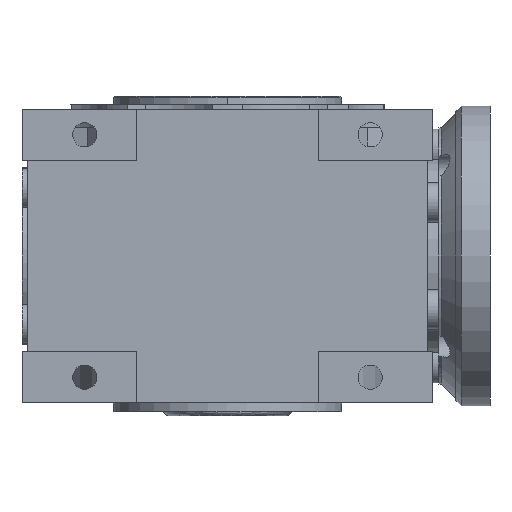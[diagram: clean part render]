
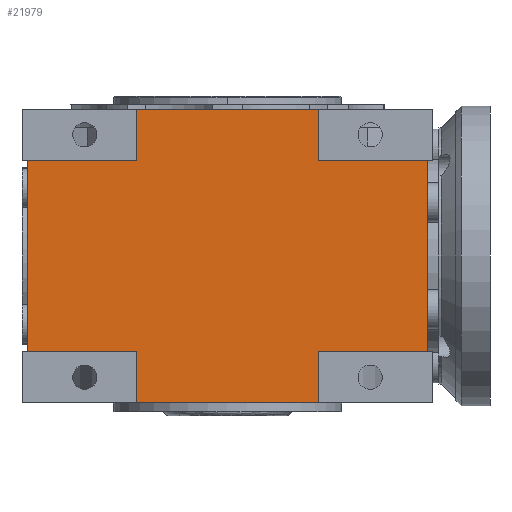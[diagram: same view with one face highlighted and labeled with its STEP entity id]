
A CAD part, front view. The second image highlights one B-rep face of the part: STEP entity #21979.
In plain terms, the highlighted planar face has unit normal (0, -1, 0).
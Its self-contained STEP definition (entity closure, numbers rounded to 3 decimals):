
#2408 = DIRECTION ( 'NONE',  ( 1., 0., 0. ) ) ;
#2409 = VECTOR ( 'NONE', #2408, 1000. ) ;
#2410 = CARTESIAN_POINT ( 'NONE',  ( -72., -70., -51.5 ) ) ;
#2411 = LINE ( 'NONE', #2410, #2409 ) ;
#2421 = CARTESIAN_POINT ( 'NONE',  ( 32., -70., -51.5 ) ) ;
#2449 = DIRECTION ( 'NONE',  ( 0., 0., 1. ) ) ;
#2450 = VECTOR ( 'NONE', #2449, 1000. ) ;
#2451 = CARTESIAN_POINT ( 'NONE',  ( 32., -70., 60.098 ) ) ;
#2452 = LINE ( 'NONE', #2451, #2450 ) ;
#2644 = CARTESIAN_POINT ( 'NONE',  ( -70., -70., -33.5 ) ) ;
#2645 = LINE ( 'NONE', #2644, #2705 ) ;
#2703 = DIRECTION ( 'NONE',  ( 0., 0., -1. ) ) ;
#2705 = VECTOR ( 'NONE', #2703, 1000. ) ;
#3735 = EDGE_CURVE ( 'NONE', #3985, #4038, #5743, .T. ) ;
#3985 = VERTEX_POINT ( 'NONE', #5805 ) ;
#4018 = EDGE_CURVE ( 'NONE', #4038, #4039, #5811, .T. ) ;
#4038 = VERTEX_POINT ( 'NONE', #5852 ) ;
#4039 = VERTEX_POINT ( 'NONE', #5851 ) ;
#5276 = VERTEX_POINT ( 'NONE', #7926 ) ;
#5289 = VERTEX_POINT ( 'NONE', #7954 ) ;
#5300 = EDGE_CURVE ( 'NONE', #5289, #5276, #7945, .T. ) ;
#5740 = DIRECTION ( 'NONE',  ( -1., 0., 0. ) ) ;
#5741 = VECTOR ( 'NONE', #5740, 1000. ) ;
#5742 = CARTESIAN_POINT ( 'NONE',  ( -85.873, -70., 33.5 ) ) ;
#5743 = LINE ( 'NONE', #5742, #5741 ) ;
#5805 = CARTESIAN_POINT ( 'NONE',  ( 70., -70., 33.5 ) ) ;
#5808 = DIRECTION ( 'NONE',  ( 0., 0., 1. ) ) ;
#5809 = VECTOR ( 'NONE', #5808, 1000. ) ;
#5810 = CARTESIAN_POINT ( 'NONE',  ( 32., -70., -33.5 ) ) ;
#5811 = LINE ( 'NONE', #5810, #5809 ) ;
#5851 = CARTESIAN_POINT ( 'NONE',  ( 32., -70., 51.5 ) ) ;
#5852 = CARTESIAN_POINT ( 'NONE',  ( 32., -70., 33.5 ) ) ;
#7926 = CARTESIAN_POINT ( 'NONE',  ( -32., -70., -33.5 ) ) ;
#7944 = CARTESIAN_POINT ( 'NONE',  ( -85.873, -70., -33.5 ) ) ;
#7945 = LINE ( 'NONE', #7944, #7974 ) ;
#7954 = CARTESIAN_POINT ( 'NONE',  ( -70., -70., -33.5 ) ) ;
#7973 = DIRECTION ( 'NONE',  ( 1., 0., 0. ) ) ;
#7974 = VECTOR ( 'NONE', #7973, 1000. ) ;
#9459 = DIRECTION ( 'NONE',  ( -1., 0., 0. ) ) ;
#9460 = VECTOR ( 'NONE', #9459, 1000. ) ;
#9461 = CARTESIAN_POINT ( 'NONE',  ( -85.873, -70., 51.5 ) ) ;
#9462 = LINE ( 'NONE', #9461, #9460 ) ;
#11438 = CARTESIAN_POINT ( 'NONE',  ( -70., -70., 33.5 ) ) ;
#11541 = CARTESIAN_POINT ( 'NONE',  ( 32., -70., -33.5 ) ) ;
#11556 = CARTESIAN_POINT ( 'NONE',  ( 70., -70., -33.5 ) ) ;
#11557 = DIRECTION ( 'NONE',  ( 1., 0., 0. ) ) ;
#11558 = VECTOR ( 'NONE', #11557, 1000. ) ;
#11559 = CARTESIAN_POINT ( 'NONE',  ( -85.873, -70., -33.5 ) ) ;
#11560 = LINE ( 'NONE', #11559, #11558 ) ;
#11729 = CARTESIAN_POINT ( 'NONE',  ( -32., -70., 33.5 ) ) ;
#11770 = DIRECTION ( 'NONE',  ( 0., 0., -1. ) ) ;
#11771 = VECTOR ( 'NONE', #11770, 1000. ) ;
#11772 = CARTESIAN_POINT ( 'NONE',  ( -32., -70., -33.5 ) ) ;
#11773 = LINE ( 'NONE', #11772, #11771 ) ;
#11789 = CARTESIAN_POINT ( 'NONE',  ( -32., -70., 51.5 ) ) ;
#11836 = LINE ( 'NONE', #11895, #11894 ) ;
#11893 = DIRECTION ( 'NONE',  ( -1., 0., 0. ) ) ;
#11894 = VECTOR ( 'NONE', #11893, 1000. ) ;
#11895 = CARTESIAN_POINT ( 'NONE',  ( -85.873, -70., 33.5 ) ) ;
#14251 = VECTOR ( 'NONE', #14510, 1000. ) ;
#14510 = DIRECTION ( 'NONE',  ( 0., 0., -1. ) ) ;
#15505 = DIRECTION ( 'NONE',  ( 0., 0., -1. ) ) ;
#15506 = VECTOR ( 'NONE', #15505, 1000. ) ;
#15507 = CARTESIAN_POINT ( 'NONE',  ( 70., -70., 0. ) ) ;
#15508 = LINE ( 'NONE', #15507, #15506 ) ;
#15522 = CARTESIAN_POINT ( 'NONE',  ( -32., -70., -51.5 ) ) ;
#15553 = CARTESIAN_POINT ( 'NONE',  ( -32., -70., -33.5 ) ) ;
#15554 = LINE ( 'NONE', #15553, #14251 ) ;
#15575 = DIRECTION ( 'NONE',  ( 0., 0., -1. ) ) ;
#15576 = DIRECTION ( 'NONE',  ( 0., -1., 0. ) ) ;
#15577 = AXIS2_PLACEMENT_3D ( 'NONE', #15579, #15576, #15575 ) ;
#15579 = CARTESIAN_POINT ( 'NONE',  ( -85.873, -70., -33.5 ) ) ;
#15580 = PLANE ( 'NONE',  #15577 ) ;
#15581 = FACE_OUTER_BOUND ( 'NONE', #21973, .T. ) ;
#17809 = EDGE_CURVE ( 'NONE', #4039, #18885, #9462, .T. ) ;
#18659 = VERTEX_POINT ( 'NONE', #11438 ) ;
#18713 = EDGE_CURVE ( 'NONE', #18728, #18715, #11560, .T. ) ;
#18715 = VERTEX_POINT ( 'NONE', #11556 ) ;
#18728 = VERTEX_POINT ( 'NONE', #11541 ) ;
#18845 = VERTEX_POINT ( 'NONE', #11729 ) ;
#18885 = VERTEX_POINT ( 'NONE', #11789 ) ;
#18894 = EDGE_CURVE ( 'NONE', #18885, #18845, #11773, .T. ) ;
#20148 = EDGE_CURVE ( 'NONE', #18845, #18659, #11836, .T. ) ;
#21941 = ORIENTED_EDGE ( 'NONE', *, *, #21943, .F. ) ;
#21943 = EDGE_CURVE ( 'NONE', #3985, #18715, #15508, .T. ) ;
#21964 = ORIENTED_EDGE ( 'NONE', *, *, #18894, .T. ) ;
#21969 = ORIENTED_EDGE ( 'NONE', *, *, #3735, .T. ) ;
#21971 = ORIENTED_EDGE ( 'NONE', *, *, #4018, .T. ) ;
#21972 = ORIENTED_EDGE ( 'NONE', *, *, #17809, .T. ) ;
#21973 = EDGE_LOOP ( 'NONE', ( #21991, #21941, #21969, #21971, #21972, #21964, #22862, #22032, #22919, #22923, #22924, #22907 ) ) ;
#21974 = VERTEX_POINT ( 'NONE', #15522 ) ;
#21979 = ADVANCED_FACE ( 'NONE', ( #15581 ), #15580, .T. ) ;
#21991 = ORIENTED_EDGE ( 'NONE', *, *, #18713, .T. ) ;
#21992 = EDGE_CURVE ( 'NONE', #5276, #21974, #15554, .T. ) ;
#22032 = ORIENTED_EDGE ( 'NONE', *, *, #23033, .T. ) ;
#22862 = ORIENTED_EDGE ( 'NONE', *, *, #20148, .T. ) ;
#22901 = VERTEX_POINT ( 'NONE', #2421 ) ;
#22906 = EDGE_CURVE ( 'NONE', #21974, #22901, #2411, .T. ) ;
#22907 = ORIENTED_EDGE ( 'NONE', *, *, #22916, .T. ) ;
#22916 = EDGE_CURVE ( 'NONE', #22901, #18728, #2452, .T. ) ;
#22919 = ORIENTED_EDGE ( 'NONE', *, *, #5300, .T. ) ;
#22923 = ORIENTED_EDGE ( 'NONE', *, *, #21992, .T. ) ;
#22924 = ORIENTED_EDGE ( 'NONE', *, *, #22906, .T. ) ;
#23033 = EDGE_CURVE ( 'NONE', #18659, #5289, #2645, .T. ) ;
